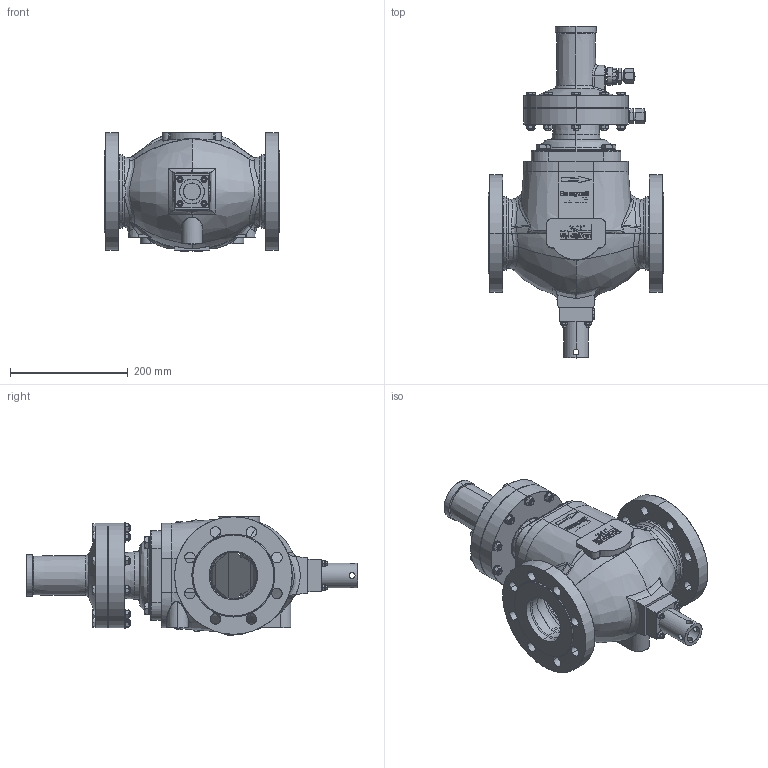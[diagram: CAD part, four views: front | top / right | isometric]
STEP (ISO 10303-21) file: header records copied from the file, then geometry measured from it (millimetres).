
FILE_DESCRIPTION (( 'STEP AP214' ), '1' );
FILE_NAME ('MB_HON720_DN_80_PN_40_K4.STEP', '2017-03-09T10:12:42', ( '' ), ( '' ), 'SwSTEP 2.0', 'SolidWorks 2015', '' );
FILE_SCHEMA (( 'AUTOMOTIVE_DESIGN' ));
Length unit declared in the file: millimetre
Products named in the file (1): MB_HON720_DN_80_PN_40_K4
Bounding box: 298 x 564.88 x 202.35 mm (x, y, z)
Surface area: 595846.6 mm2 (no closed solid volume)
Topology: 0 solids, 1261 shells, 1673 faces, 7680 edges, 7271 vertices
Faces by surface type: plane 634, bspline 445, cylinder 342, cone 252
Entity records: 176173 total; most frequent: CARTESIAN_POINT 123001, ORIENTED_EDGE 8623, DIRECTION 8124, EDGE_CURVE 7669, VERTEX_POINT 7271, B_SPLINE_CURVE_WITH_KNOTS 3354, VECTOR 2928, LINE 2928
